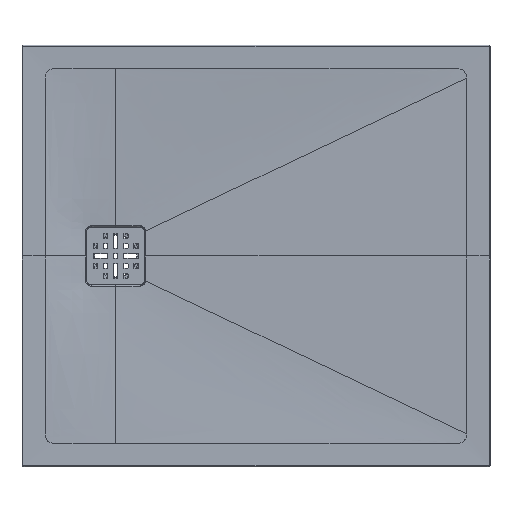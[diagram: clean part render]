
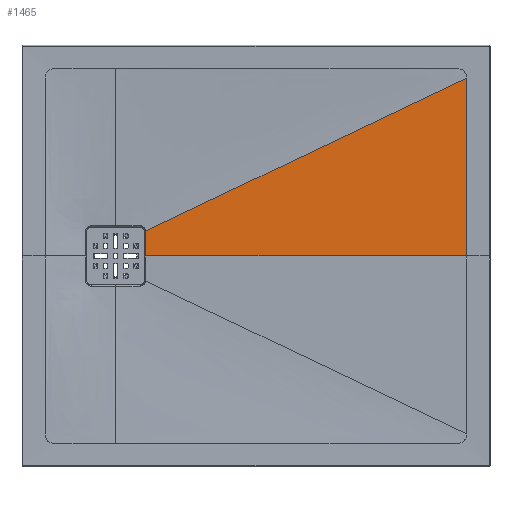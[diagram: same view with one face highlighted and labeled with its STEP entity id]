
A CAD part, top view. The second image highlights one B-rep face of the part: STEP entity #1465.
In plain terms, the highlighted planar face has unit normal (-0.02, 0, 1).
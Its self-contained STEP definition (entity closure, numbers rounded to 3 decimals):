
#531=PLANE('',#5572);
#677=LINE('',#15669,#1055);
#678=LINE('',#15671,#1056);
#1055=VECTOR('',#6120,1.);
#1056=VECTOR('',#6121,1.);
#1465=ADVANCED_FACE('',(#1793),#531,.F.);
#1793=FACE_OUTER_BOUND('',#2088,.T.);
#2088=EDGE_LOOP('',(#2584,#2585,#2586,#2587,#2588));
#2584=ORIENTED_EDGE('',*,*,#4689,.T.);
#2585=ORIENTED_EDGE('',*,*,#4690,.T.);
#2586=ORIENTED_EDGE('',*,*,#4691,.T.);
#2587=ORIENTED_EDGE('',*,*,#4692,.T.);
#2588=ORIENTED_EDGE('',*,*,#4693,.T.);
#4152=VERTEX_POINT('',#15667);
#4153=VERTEX_POINT('',#15668);
#4154=VERTEX_POINT('',#15670);
#4155=VERTEX_POINT('',#15672);
#4156=VERTEX_POINT('',#15677);
#4689=EDGE_CURVE('',#4152,#4153,#5424,.T.);
#4690=EDGE_CURVE('',#4153,#4154,#677,.T.);
#4691=EDGE_CURVE('',#4154,#4155,#678,.T.);
#4692=EDGE_CURVE('',#4155,#4156,#5425,.T.);
#4693=EDGE_CURVE('',#4156,#4152,#5426,.T.);
#5424=B_SPLINE_CURVE_WITH_KNOTS('',3,(#15663,#15664,#15665,#15666),
 .UNSPECIFIED.,.F.,.F.,(4,4),(0.,1.),.UNSPECIFIED.);
#5425=B_SPLINE_CURVE_WITH_KNOTS('',3,(#15673,#15674,#15675,#15676),
 .UNSPECIFIED.,.F.,.F.,(4,4),(0.,1.),.UNSPECIFIED.);
#5426=B_SPLINE_CURVE_WITH_KNOTS('',3,(#15678,#15679,#15680,#15681),
 .UNSPECIFIED.,.F.,.F.,(4,4),(0.,1.),.UNSPECIFIED.);
#5572=AXIS2_PLACEMENT_3D('',#15682,#6122,#6123);
#6120=DIRECTION('',(0.,-1.,0.));
#6121=DIRECTION('',(1.,0.,0.02));
#6122=DIRECTION('',(0.02,0.,-1.));
#6123=DIRECTION('',(0.,1.,0.));
#15663=CARTESIAN_POINT('',(64.234,53.326,15.035));
#15664=CARTESIAN_POINT('',(64.254,53.051,15.036));
#15665=CARTESIAN_POINT('',(64.263,52.776,15.036));
#15666=CARTESIAN_POINT('',(64.263,52.5,15.036));
#15667=CARTESIAN_POINT('',(64.234,53.326,15.035));
#15668=CARTESIAN_POINT('',(64.263,52.5,15.036));
#15669=CARTESIAN_POINT('',(64.263,0.,15.036));
#15670=CARTESIAN_POINT('',(64.263,0.,15.036));
#15671=CARTESIAN_POINT('',(750.,0.,29.));
#15672=CARTESIAN_POINT('',(750.,0.,29.));
#15673=CARTESIAN_POINT('',(750.,0.,29.));
#15674=CARTESIAN_POINT('',(750.,126.667,29.));
#15675=CARTESIAN_POINT('',(750.,253.333,29.));
#15676=CARTESIAN_POINT('',(750.,380.,29.));
#15677=CARTESIAN_POINT('',(750.,380.,29.));
#15678=CARTESIAN_POINT('',(750.,380.,29.));
#15679=CARTESIAN_POINT('',(521.411,271.109,24.345));
#15680=CARTESIAN_POINT('',(292.823,162.217,19.69));
#15681=CARTESIAN_POINT('',(64.234,53.326,15.035));
#15682=CARTESIAN_POINT('',(475.,101.7,23.4));
